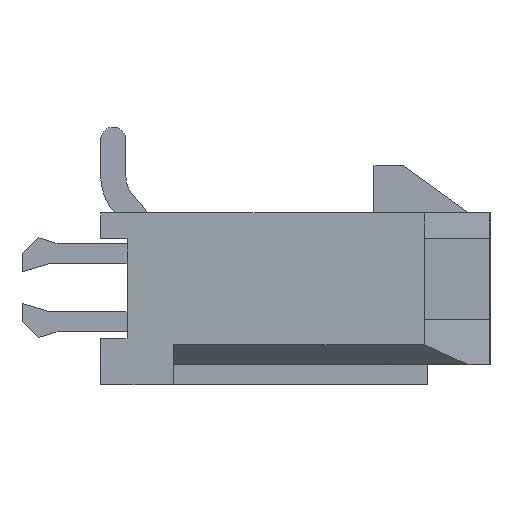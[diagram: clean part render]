
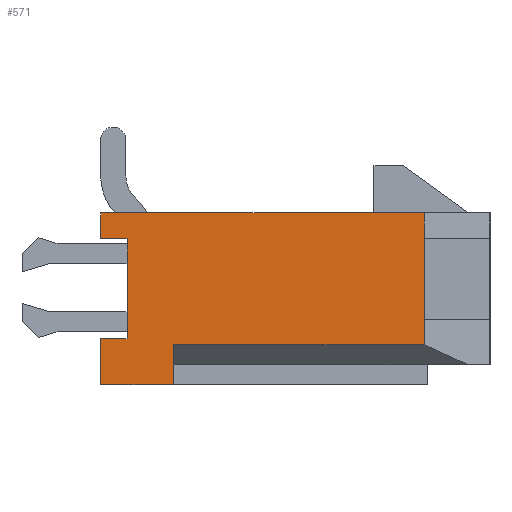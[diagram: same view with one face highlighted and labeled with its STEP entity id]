
A CAD part, left-side view. The second image highlights one B-rep face of the part: STEP entity #571.
In plain terms, the highlighted planar face has unit normal (-1, 0, 0).
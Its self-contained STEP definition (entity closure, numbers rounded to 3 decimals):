
#251=FACE_OUTER_BOUND('',#1213,.T.);
#571=ADVANCED_FACE('',(#251),#893,.T.);
#893=PLANE('',#5845);
#1213=EDGE_LOOP('',(#1689,#1690,#1691,#1692,#1693,#1694,#1695,#1696,#1697,
#1698,#1699,#1700));
#1689=ORIENTED_EDGE('',*,*,#3839,.F.);
#1690=ORIENTED_EDGE('',*,*,#3840,.T.);
#1691=ORIENTED_EDGE('',*,*,#3841,.F.);
#1692=ORIENTED_EDGE('',*,*,#3842,.F.);
#1693=ORIENTED_EDGE('',*,*,#3843,.F.);
#1694=ORIENTED_EDGE('',*,*,#3707,.F.);
#1695=ORIENTED_EDGE('',*,*,#3844,.T.);
#1696=ORIENTED_EDGE('',*,*,#3845,.T.);
#1697=ORIENTED_EDGE('',*,*,#3692,.T.);
#1698=ORIENTED_EDGE('',*,*,#3846,.T.);
#1699=ORIENTED_EDGE('',*,*,#3838,.T.);
#1700=ORIENTED_EDGE('',*,*,#3847,.T.);
#3166=VERTEX_POINT('',#7919);
#3167=VERTEX_POINT('',#7920);
#3181=VERTEX_POINT('',#7949);
#3182=VERTEX_POINT('',#7951);
#3306=VERTEX_POINT('',#8209);
#3312=VERTEX_POINT('',#8221);
#3313=VERTEX_POINT('',#8225);
#3314=VERTEX_POINT('',#8226);
#3315=VERTEX_POINT('',#8228);
#3316=VERTEX_POINT('',#8230);
#3317=VERTEX_POINT('',#8232);
#3318=VERTEX_POINT('',#8235);
#3692=EDGE_CURVE('',#3166,#3167,#4504,.T.);
#3707=EDGE_CURVE('',#3181,#3182,#4519,.T.);
#3838=EDGE_CURVE('',#3306,#3312,#4650,.T.);
#3839=EDGE_CURVE('',#3313,#3314,#4651,.T.);
#3840=EDGE_CURVE('',#3313,#3315,#4652,.T.);
#3841=EDGE_CURVE('',#3316,#3315,#4653,.T.);
#3842=EDGE_CURVE('',#3317,#3316,#4654,.T.);
#3843=EDGE_CURVE('',#3182,#3317,#4655,.T.);
#3844=EDGE_CURVE('',#3181,#3318,#4656,.T.);
#3845=EDGE_CURVE('',#3318,#3166,#4657,.T.);
#3846=EDGE_CURVE('',#3167,#3306,#4658,.T.);
#3847=EDGE_CURVE('',#3312,#3314,#4659,.T.);
#4504=LINE('',#7918,#5172);
#4519=LINE('',#7950,#5187);
#4650=LINE('',#8222,#5318);
#4651=LINE('',#8224,#5319);
#4652=LINE('',#8227,#5320);
#4653=LINE('',#8229,#5321);
#4654=LINE('',#8231,#5322);
#4655=LINE('',#8233,#5323);
#4656=LINE('',#8234,#5324);
#4657=LINE('',#8236,#5325);
#4658=LINE('',#8237,#5326);
#4659=LINE('',#8238,#5327);
#5172=VECTOR('',#6309,1.);
#5187=VECTOR('',#6326,1.);
#5318=VECTOR('',#6477,1.);
#5319=VECTOR('',#6480,1.);
#5320=VECTOR('',#6481,1.);
#5321=VECTOR('',#6482,1.);
#5322=VECTOR('',#6483,1.);
#5323=VECTOR('',#6484,1.);
#5324=VECTOR('',#6485,1.);
#5325=VECTOR('',#6486,1.);
#5326=VECTOR('',#6487,1.);
#5327=VECTOR('',#6488,1.);
#5845=AXIS2_PLACEMENT_3D('',#8239,#6489,#6490);
#6309=DIRECTION('',(0.,0.,-1.));
#6326=DIRECTION('',(0.,-1.,0.));
#6477=DIRECTION('',(0.,0.,-1.));
#6480=DIRECTION('',(0.,0.,-1.));
#6481=DIRECTION('',(0.,-1.,0.));
#6482=DIRECTION('',(0.,0.,-1.));
#6483=DIRECTION('',(0.,0.,-1.));
#6484=DIRECTION('',(0.,0.,-1.));
#6485=DIRECTION('',(0.,0.,-1.));
#6486=DIRECTION('',(0.,-1.,0.));
#6487=DIRECTION('',(0.,1.,0.));
#6488=DIRECTION('',(0.,-1.,0.));
#6489=DIRECTION('',(-1.,0.,0.));
#6490=DIRECTION('',(0.,0.,1.));
#7918=CARTESIAN_POINT('',(-15.315,9.23,3.2));
#7919=CARTESIAN_POINT('',(-15.315,9.23,3.2));
#7920=CARTESIAN_POINT('',(-15.315,9.23,0.66));
#7949=CARTESIAN_POINT('',(-15.315,9.9,3.86));
#7950=CARTESIAN_POINT('',(-15.315,9.9,3.86));
#7951=CARTESIAN_POINT('',(-15.315,1.668,3.86));
#8209=CARTESIAN_POINT('',(-15.315,9.9,0.66));
#8221=CARTESIAN_POINT('',(-15.315,9.9,-0.51));
#8222=CARTESIAN_POINT('',(-15.315,9.9,3.86));
#8224=CARTESIAN_POINT('',(-15.315,8.05,-0.51));
#8225=CARTESIAN_POINT('',(-15.315,8.05,0.51));
#8226=CARTESIAN_POINT('',(-15.315,8.05,-0.51));
#8227=CARTESIAN_POINT('',(-15.315,9.9,0.51));
#8228=CARTESIAN_POINT('',(-15.315,1.668,0.51));
#8229=CARTESIAN_POINT('',(-15.315,1.668,38.214));
#8230=CARTESIAN_POINT('',(-15.315,1.668,1.15));
#8231=CARTESIAN_POINT('',(-15.315,1.668,3.22));
#8232=CARTESIAN_POINT('',(-15.315,1.668,3.22));
#8233=CARTESIAN_POINT('',(-15.315,1.668,38.214));
#8234=CARTESIAN_POINT('',(-15.315,9.9,3.86));
#8235=CARTESIAN_POINT('',(-15.315,9.9,3.2));
#8236=CARTESIAN_POINT('',(-15.315,9.9,3.2));
#8237=CARTESIAN_POINT('',(-15.315,9.23,0.66));
#8238=CARTESIAN_POINT('',(-15.315,8.05,-0.51));
#8239=CARTESIAN_POINT('',(-15.315,9.9,3.86));
